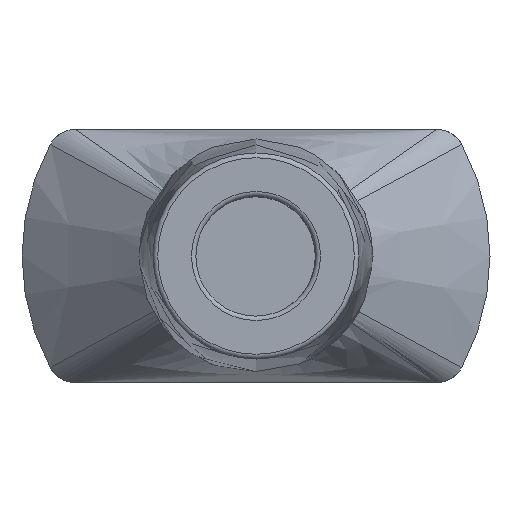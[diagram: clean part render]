
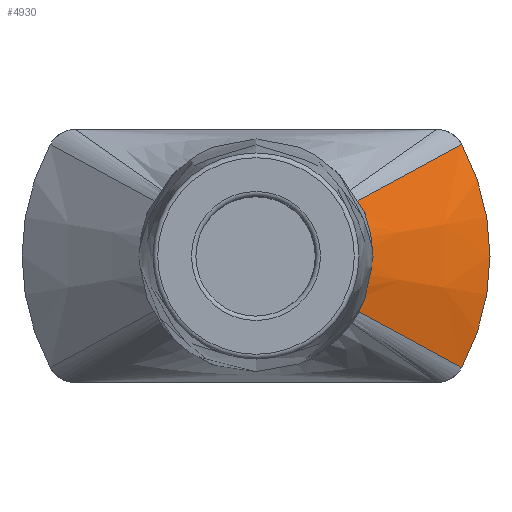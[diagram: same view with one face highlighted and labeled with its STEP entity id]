
A CAD part, left-side view. The second image highlights one B-rep face of the part: STEP entity #4930.
In plain terms, the highlighted conical face has half-angle 50.092 degrees and reference radius 3.525 mm.
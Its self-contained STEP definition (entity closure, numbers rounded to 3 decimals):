
#22=CONICAL_SURFACE('',#5409,3.525,0.874);
#436=CIRCLE('',#5400,4.9);
#443=CIRCLE('',#5410,2.15);
#698=FACE_OUTER_BOUND('',#984,.T.);
#984=EDGE_LOOP('',(#4083,#4084,#4085,#4086));
#1360=LINE('',#9724,#1778);
#1367=LINE('',#10021,#1785);
#1778=VECTOR('',#6599,1.);
#1785=VECTOR('',#6618,1.);
#2213=VERTEX_POINT('',#9603);
#2226=VERTEX_POINT('',#9668);
#2228=VERTEX_POINT('',#9723);
#2236=VERTEX_POINT('',#10019);
#2855=EDGE_CURVE('',#2213,#2226,#436,.T.);
#2858=EDGE_CURVE('',#2213,#2228,#1360,.T.);
#2873=EDGE_CURVE('',#2226,#2236,#1367,.T.);
#2874=EDGE_CURVE('',#2228,#2236,#443,.T.);
#4083=ORIENTED_EDGE('',*,*,#2855,.T.);
#4084=ORIENTED_EDGE('',*,*,#2873,.T.);
#4085=ORIENTED_EDGE('',*,*,#2874,.F.);
#4086=ORIENTED_EDGE('',*,*,#2858,.F.);
#4930=ADVANCED_FACE('',(#698),#22,.T.);
#5400=AXIS2_PLACEMENT_3D('',#9682,#6592,#6593);
#5409=AXIS2_PLACEMENT_3D('',#10022,#6619,#6620);
#5410=AXIS2_PLACEMENT_3D('',#10023,#6621,#6622);
#6592=DIRECTION('center_axis',(0.,-1.,0.));
#6593=DIRECTION('ref_axis',(0.879,0.,-0.477));
#6599=DIRECTION('',(-0.674,-0.642,0.366));
#6618=DIRECTION('',(-0.674,-0.642,-0.366));
#6619=DIRECTION('center_axis',(0.,1.,0.));
#6620=DIRECTION('ref_axis',(-0.879,0.,0.477));
#6621=DIRECTION('center_axis',(0.,-1.,0.));
#6622=DIRECTION('ref_axis',(0.879,0.,-0.477));
#9603=CARTESIAN_POINT('',(4.307,-8.5,-2.886));
#9668=CARTESIAN_POINT('',(4.307,-8.5,1.786));
#9682=CARTESIAN_POINT('Origin',(0.,-8.5,-0.55));
#9723=CARTESIAN_POINT('',(1.89,-10.8,-1.575));
#9724=CARTESIAN_POINT('',(4.307,-8.5,-2.886));
#10019=CARTESIAN_POINT('',(1.89,-10.8,0.475));
#10021=CARTESIAN_POINT('',(4.307,-8.5,1.786));
#10022=CARTESIAN_POINT('Origin',(0.,-9.65,-0.55));
#10023=CARTESIAN_POINT('Origin',(0.,-10.8,-0.55));
